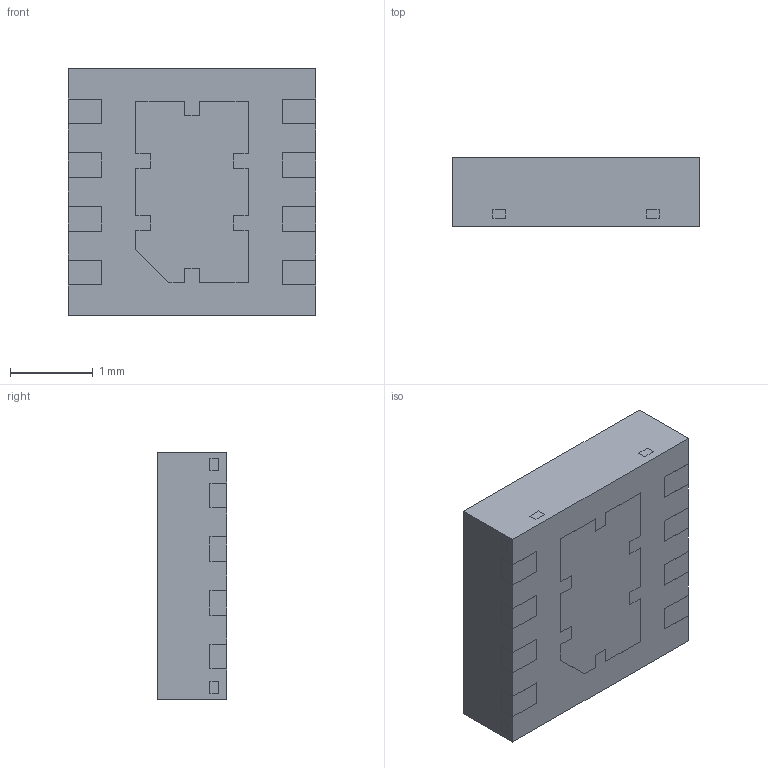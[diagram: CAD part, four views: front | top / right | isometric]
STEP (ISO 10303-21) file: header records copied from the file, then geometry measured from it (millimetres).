
FILE_DESCRIPTION (( 'STEP AP214' ), '1' );
FILE_NAME ('3x3_8_65.STEP', '2013-08-10T19:32:13', ( 'sw2011vm-Admin' ), ( '' ), 'SwSTEP 2.0', 'SolidWorks 2012', '' );
FILE_SCHEMA (( 'AUTOMOTIVE_DESIGN' ));
Length unit declared in the file: millimetre
Products named in the file (1): 3x3_8_65
Bounding box: 3 x 0.84 x 3 mm (x, y, z)
Volume: 3.3 mm3; surface area: 67.6 mm2
Topology: 28 solids, 28 shells, 555 faces, 1545 edges, 1022 vertices
Faces by surface type: plane 555
Entity records: 17712 total; most frequent: CARTESIAN_POINT 3123, ORIENTED_EDGE 3090, DIRECTION 2657, EDGE_CURVE 1545, VECTOR 1545, LINE 1545, VERTEX_POINT 1022, EDGE_LOOP 565
